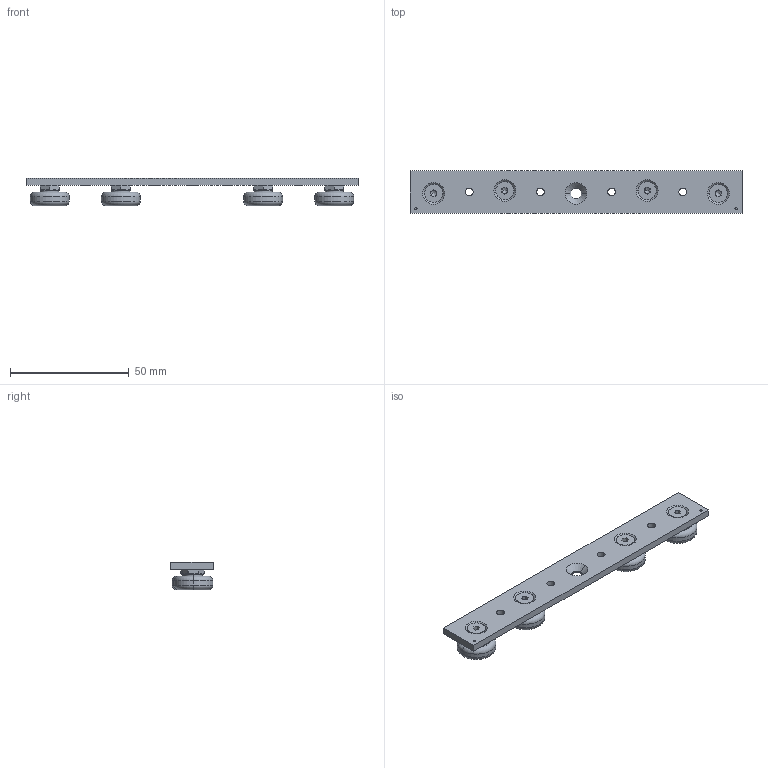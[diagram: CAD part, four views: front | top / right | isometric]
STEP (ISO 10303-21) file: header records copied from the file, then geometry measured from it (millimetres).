
FILE_DESCRIPTION (( 'STEP AP214' ), '1' );
FILE_NAME ('RLE-22-4-2RS neu.STEP', '2020-04-20T05:16:16', ( '' ), ( '' ), 'SwSTEP 2.0', 'SolidWorks 2019', '' );
FILE_SCHEMA (( 'AUTOMOTIVE_DESIGN' ));
Length unit declared in the file: millimetre
Products named in the file (1): RLE-22-4-2RS neu
Bounding box: 140 x 18 x 11.66 mm (x, y, z)
Volume: 11081 mm3; surface area: 13655.8 mm2
Topology: 33 solids, 33 shells, 740 faces, 1690 edges, 1030 vertices
Faces by surface type: plane 244, cylinder 214, cone 138, torus 120, sphere 24
Entity records: 29702 total; most frequent: CARTESIAN_POINT 4573, DIRECTION 3670, ORIENTED_EDGE 3276, EDGE_CURVE 1638, AXIS2_PLACEMENT_3D 1539, VERTEX_POINT 1018, EDGE_LOOP 844, CIRCLE 798
